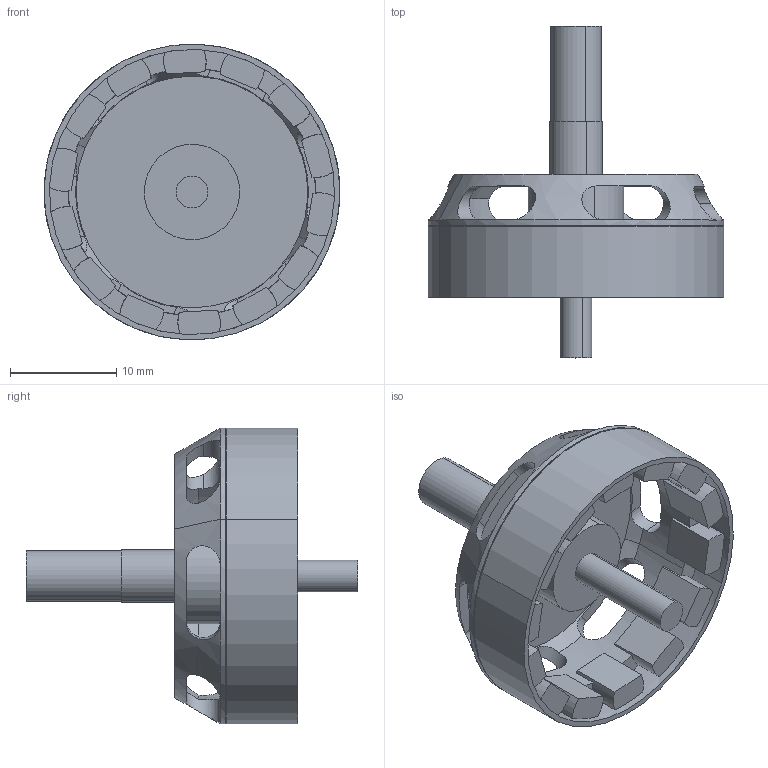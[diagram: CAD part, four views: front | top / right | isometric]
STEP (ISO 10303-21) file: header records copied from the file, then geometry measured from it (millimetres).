
FILE_DESCRIPTION (( 'STEP AP214' ), '1' );
FILE_NAME ('Rotor.STEP', '2022-09-13T14:14:12', ( '' ), ( '' ), 'SwSTEP 2.0', 'SolidWorks 2019', '' );
FILE_SCHEMA (( 'AUTOMOTIVE_DESIGN' ));
Length unit declared in the file: millimetre
Products named in the file (4): racerstarBR2205Simplified; Rotor; racerstarBR2205Simplified.STEP; racerstarBR2205Rotor_Simplified.STEP
Assembly tree (3 placements, depth 4):
  Rotor
    racerstarBR2205Simplified
      racerstarBR2205Simplified.STEP
        racerstarBR2205Rotor_Simplified.STEP
Bounding box: 27.87 x 31.3 x 27.89 mm (x, y, z)
Volume: 2456.2 mm3; surface area: 3388.6 mm2
Topology: 1 solids, 1 shells, 151 faces, 446 edges, 292 vertices
Faces by surface type: plane 77, cylinder 70, cone 4
Entity records: 7471 total; most frequent: CARTESIAN_POINT 2390, DIRECTION 944, ORIENTED_EDGE 892, EDGE_CURVE 446, AXIS2_PLACEMENT_3D 387, VERTEX_POINT 292, CIRCLE 228, LINE 170
